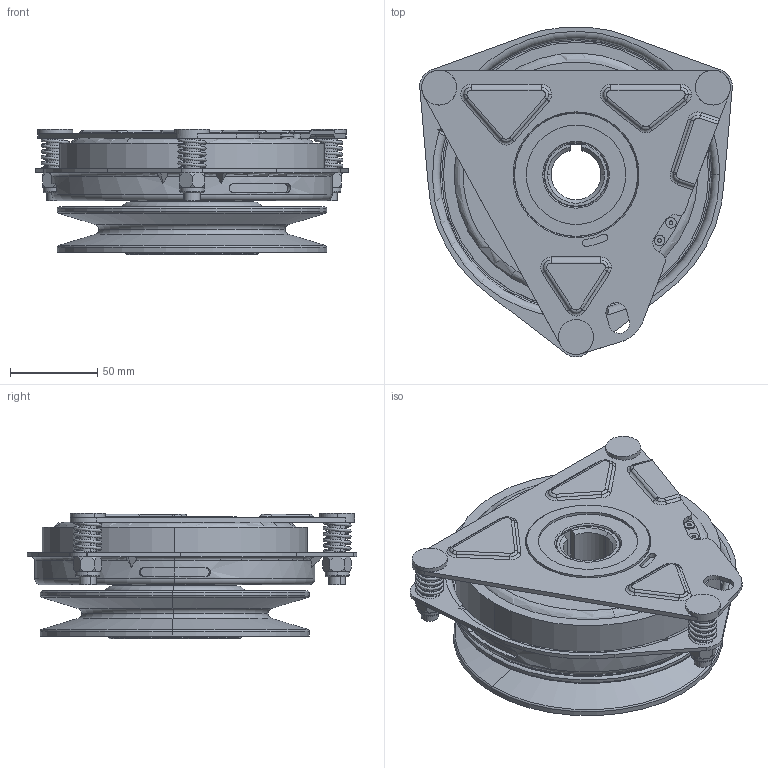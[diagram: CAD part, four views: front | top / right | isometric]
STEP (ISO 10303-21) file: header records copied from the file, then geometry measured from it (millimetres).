
FILE_DESCRIPTION (( 'STEP AP203' ), '1' );
FILE_NAME ('52610200_GT2.5-FE02_電磁クラッチブレーキ.STEP', '2015-04-21T05:17:54', ( '' ), ( '' ), 'SwSTEP 2.0', 'SolidWorks 2014', '' );
FILE_SCHEMA (( 'CONFIG_CONTROL_DESIGN' ));
Length unit declared in the file: millimetre
Products named in the file (1): 52610200_GT2.5-FE02_電磁クラッチブレーキ
Bounding box: 179.2 x 189.12 x 71.7 mm (x, y, z)
Volume: 855982 mm3; surface area: 196615.7 mm2
Topology: 1 solids, 2 shells, 512 faces, 1311 edges, 828 vertices
Faces by surface type: plane 182, cylinder 172, torus 109, cone 34, bspline 15
Entity records: 22795 total; most frequent: CARTESIAN_POINT 9948, DIRECTION 2860, ORIENTED_EDGE 2622, EDGE_CURVE 1311, AXIS2_PLACEMENT_3D 1165, VERTEX_POINT 828, CIRCLE 667, EDGE_LOOP 579
